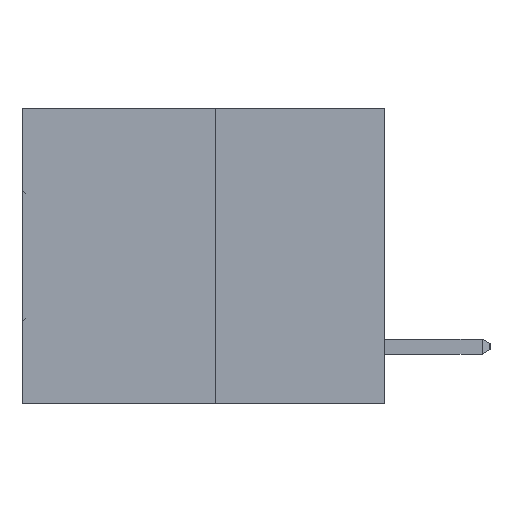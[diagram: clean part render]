
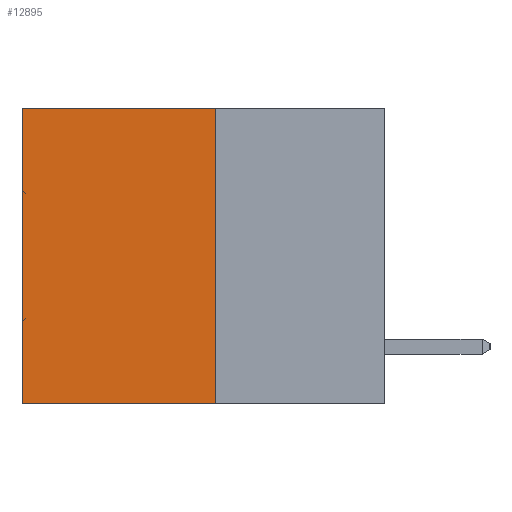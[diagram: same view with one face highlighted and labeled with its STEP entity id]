
A CAD part, left-side view. The second image highlights one B-rep face of the part: STEP entity #12895.
In plain terms, the highlighted planar face has unit normal (-1, 0, 0).
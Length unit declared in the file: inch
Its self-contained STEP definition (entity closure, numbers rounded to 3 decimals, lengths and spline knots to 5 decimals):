
#216 = FACE_OUTER_BOUND ( 'NONE', #11809, .T. ) ;
#475 = LINE ( 'NONE', #18089, #23763 ) ;
#698 = ORIENTED_EDGE ( 'NONE', *, *, #8793, .T. ) ;
#976 = LINE ( 'NONE', #32653, #27952 ) ;
#3480 = PLANE ( 'NONE',  #30200 ) ;
#3818 = LINE ( 'NONE', #11948, #7082 ) ;
#4617 = VERTEX_POINT ( 'NONE', #23357 ) ;
#5301 = EDGE_CURVE ( 'NONE', #29173, #27528, #18647, .T. ) ;
#6607 = EDGE_CURVE ( 'NONE', #27528, #4617, #976, .T. ) ;
#7082 = VECTOR ( 'NONE', #14469, 39.37008 ) ;
#7568 = CARTESIAN_POINT ( 'NONE',  ( 0.3165, 0.28, 0. ) ) ;
#7747 = ORIENTED_EDGE ( 'NONE', *, *, #25968, .T. ) ;
#8793 = EDGE_CURVE ( 'NONE', #28605, #4617, #475, .T. ) ;
#9629 = VECTOR ( 'NONE', #16465, 39.37008 ) ;
#11809 = EDGE_LOOP ( 'NONE', ( #698, #21241, #15496, #7747 ) ) ;
#11948 = CARTESIAN_POINT ( 'NONE',  ( 0.3165, 0.28, 0. ) ) ;
#12895 = ADVANCED_FACE ( 'NONE', ( #216 ), #3480, .F. ) ;
#14469 = DIRECTION ( 'NONE',  ( 0., 1., 0. ) ) ;
#15496 = ORIENTED_EDGE ( 'NONE', *, *, #5301, .F. ) ;
#15615 = CARTESIAN_POINT ( 'NONE',  ( 0.3165, 0.28, -0.49 ) ) ;
#16404 = DIRECTION ( 'NONE',  ( 0., 0., -1. ) ) ;
#16465 = DIRECTION ( 'NONE',  ( 0., 0., -1. ) ) ;
#16938 = DIRECTION ( 'NONE',  ( 0., 1., 0. ) ) ;
#17400 = CARTESIAN_POINT ( 'NONE',  ( 0.3165, 0.28, -0.49 ) ) ;
#18089 = CARTESIAN_POINT ( 'NONE',  ( 0.3165, 0.6, -0.49 ) ) ;
#18647 = LINE ( 'NONE', #21607, #9629 ) ;
#20935 = DIRECTION ( 'NONE',  ( 0., 0., -1. ) ) ;
#21241 = ORIENTED_EDGE ( 'NONE', *, *, #6607, .F. ) ;
#21607 = CARTESIAN_POINT ( 'NONE',  ( 0.3165, 0.28, -0.49 ) ) ;
#23357 = CARTESIAN_POINT ( 'NONE',  ( 0.3165, 0.6, -0.49 ) ) ;
#23763 = VECTOR ( 'NONE', #20935, 39.37008 ) ;
#23764 = CARTESIAN_POINT ( 'NONE',  ( 0.3165, 0.6, 0. ) ) ;
#25968 = EDGE_CURVE ( 'NONE', #29173, #28605, #3818, .T. ) ;
#27528 = VERTEX_POINT ( 'NONE', #17400 ) ;
#27952 = VECTOR ( 'NONE', #16938, 39.37008 ) ;
#28605 = VERTEX_POINT ( 'NONE', #23764 ) ;
#29173 = VERTEX_POINT ( 'NONE', #7568 ) ;
#30200 = AXIS2_PLACEMENT_3D ( 'NONE', #15615, #32118, #16404 ) ;
#32118 = DIRECTION ( 'NONE',  ( 1., 0., 0. ) ) ;
#32653 = CARTESIAN_POINT ( 'NONE',  ( 0.3165, 0.28, -0.49 ) ) ;
